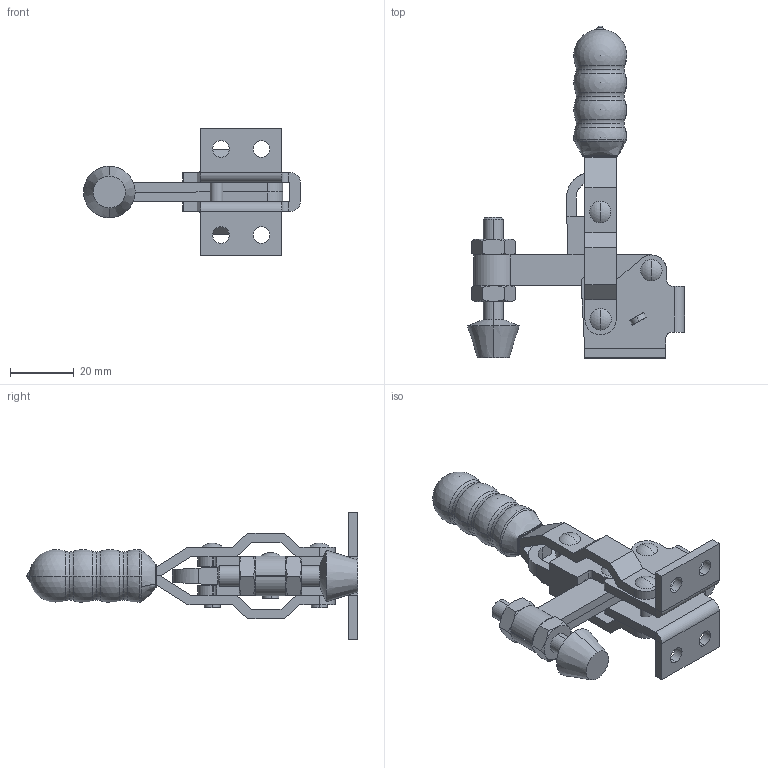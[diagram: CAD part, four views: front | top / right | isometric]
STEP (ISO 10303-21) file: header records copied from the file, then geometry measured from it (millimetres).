
FILE_DESCRIPTION (( 'STEP AP214' ), '1' );
FILE_NAME ('EMC12050.STEP', '2019-01-08T07:14:36', ( 'LinWei' ), ( '' ), 'SwSTEP 2.0', 'SolidWorks 2016', '' );
FILE_SCHEMA (( 'AUTOMOTIVE_DESIGN' ));
Length unit declared in the file: millimetre
Products named in the file (6): 11205008-1^EMC12050; Group5^EMC12050; Group3^EMC12050; Group2^EMC12050; Group1^EMC12050; EMC12050
Assembly tree (5 placements, depth 2):
  EMC12050
    Group1^EMC12050
    Group2^EMC12050
    Group3^EMC12050
    Group5^EMC12050
    11205008-1^EMC12050
Bounding box: 68 x 104 x 39.7 mm (x, y, z)
Volume: 27158.9 mm3; surface area: 17469.2 mm2
Topology: 5 solids, 5 shells, 262 faces, 693 edges, 447 vertices
Faces by surface type: plane 110, cylinder 94, sphere 18, torus 16, cone 14, bspline 10
Entity records: 10091 total; most frequent: CARTESIAN_POINT 2472, DIRECTION 1402, ORIENTED_EDGE 1346, EDGE_CURVE 673, AXIS2_PLACEMENT_3D 533, VERTEX_POINT 435, LINE 336, VECTOR 336
